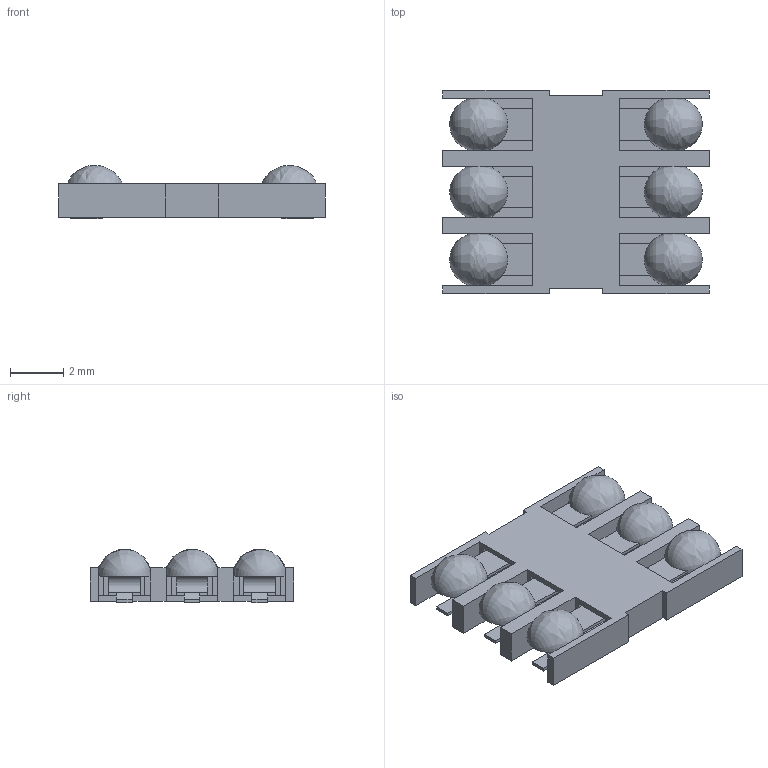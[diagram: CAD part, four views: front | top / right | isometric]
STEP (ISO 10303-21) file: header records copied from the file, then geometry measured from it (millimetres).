
FILE_DESCRIPTION(('FreeCAD Model'),'2;1');
FILE_NAME( 'test.step', '2018-10-18T23:19:39',('kicad StepUp'),('ksu MCAD'), 'Open CASCADE STEP processor 6.5','FreeCAD','Unknown');
FILE_SCHEMA(('AUTOMOTIVE_DESIGN_CC2 { 1 2 10303 214 -1 1 5 4 }'));
Length unit declared in the file: millimetre
Products named in the file (3): ASSEMBLY; Fusion002; Pocket006
Assembly tree (2 placements, depth 2):
  ASSEMBLY
    Fusion002
    Pocket006
Bounding box: 10 x 7.62 x 1.99 mm (x, y, z)
Volume: 56.6 mm3; surface area: 425.3 mm2
Topology: 7 solids, 7 shells, 188 faces, 534 edges, 348 vertices
Faces by surface type: plane 164, cylinder 12, revolution 12
Entity records: 6881 total; most frequent: CARTESIAN_POINT 1943, ORIENTED_EDGE 1032, DIRECTION 934, EDGE_CURVE 516, LINE 444, VECTOR 444, VERTEX_POINT 348, AXIS2_PLACEMENT_3D 239
